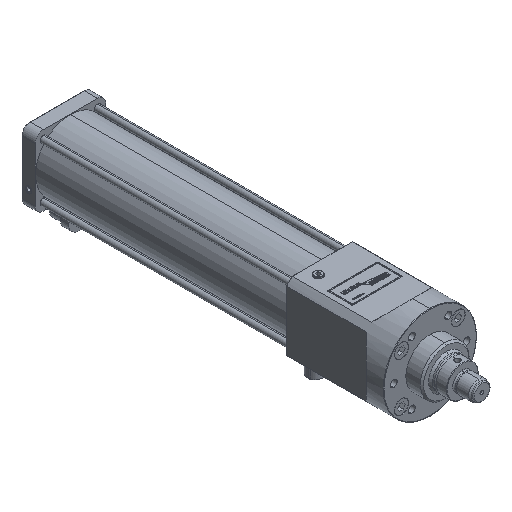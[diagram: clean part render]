
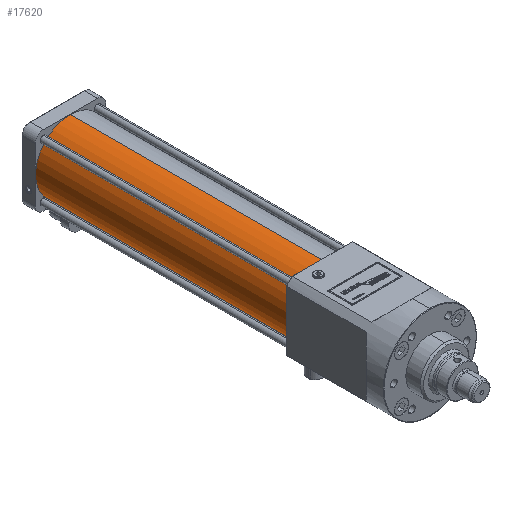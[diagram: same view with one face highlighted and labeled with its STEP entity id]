
A CAD part, isometric view. The second image highlights one B-rep face of the part: STEP entity #17620.
In plain terms, the highlighted cylindrical face has radius 43 mm (diameter 86 mm), a partial arc.
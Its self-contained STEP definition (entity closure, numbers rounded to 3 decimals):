
#711 = VERTEX_POINT ( 'NONE', #30937 ) ;
#1527 = DIRECTION ( 'NONE',  ( 0., -1., 0. ) ) ;
#2438 = CIRCLE ( 'NONE', #27200, 43. ) ;
#2620 = EDGE_LOOP ( 'NONE', ( #7941, #28659, #23332, #9144, #5579 ) ) ;
#3021 = DIRECTION ( 'NONE',  ( 0., 0., -1. ) ) ;
#3539 = CARTESIAN_POINT ( 'NONE',  ( 0., 444., 0. ) ) ;
#4037 = CYLINDRICAL_SURFACE ( 'NONE', #27765, 43. ) ;
#4923 = AXIS2_PLACEMENT_3D ( 'NONE', #3539, #24921, #6602 ) ;
#4964 = FACE_OUTER_BOUND ( 'NONE', #2620, .T. ) ;
#5163 = EDGE_CURVE ( 'NONE', #711, #33320, #31676, .T. ) ;
#5579 = ORIENTED_EDGE ( 'NONE', *, *, #38400, .T. ) ;
#6602 = DIRECTION ( 'NONE',  ( 0., 0., 1. ) ) ;
#7303 = VERTEX_POINT ( 'NONE', #36255 ) ;
#7941 = ORIENTED_EDGE ( 'NONE', *, *, #5163, .F. ) ;
#9144 = ORIENTED_EDGE ( 'NONE', *, *, #23996, .T. ) ;
#9545 = EDGE_CURVE ( 'NONE', #14957, #21771, #13423, .T. ) ;
#9715 = CARTESIAN_POINT ( 'NONE',  ( 0., 444., -43. ) ) ;
#11967 = CARTESIAN_POINT ( 'NONE',  ( 0., 444., 0. ) ) ;
#12236 = DIRECTION ( 'NONE',  ( 0., 1., 0. ) ) ;
#12559 = CARTESIAN_POINT ( 'NONE',  ( 0., 134., -43. ) ) ;
#13423 = LINE ( 'NONE', #17975, #27732 ) ;
#13714 = CARTESIAN_POINT ( 'NONE',  ( 0., 444., 43. ) ) ;
#14957 = VERTEX_POINT ( 'NONE', #9715 ) ;
#15038 = DIRECTION ( 'NONE',  ( 0., 1., 0. ) ) ;
#16188 = EDGE_CURVE ( 'NONE', #14957, #711, #30319, .T. ) ;
#17620 = ADVANCED_FACE ( 'NONE', ( #4964 ), #4037, .T. ) ;
#17728 = CARTESIAN_POINT ( 'NONE',  ( 0., 134., 43. ) ) ;
#17943 = CIRCLE ( 'NONE', #30043, 43. ) ;
#17975 = CARTESIAN_POINT ( 'NONE',  ( 0., 444., -43. ) ) ;
#21046 = DIRECTION ( 'NONE',  ( 0., -1., 0. ) ) ;
#21771 = VERTEX_POINT ( 'NONE', #12559 ) ;
#23332 = ORIENTED_EDGE ( 'NONE', *, *, #9545, .T. ) ;
#23996 = EDGE_CURVE ( 'NONE', #21771, #7303, #2438, .T. ) ;
#24921 = DIRECTION ( 'NONE',  ( 0., 1., 0. ) ) ;
#27200 = AXIS2_PLACEMENT_3D ( 'NONE', #30469, #12236, #33478 ) ;
#27732 = VECTOR ( 'NONE', #21046, 1000. ) ;
#27765 = AXIS2_PLACEMENT_3D ( 'NONE', #11967, #39134, #3021 ) ;
#28659 = ORIENTED_EDGE ( 'NONE', *, *, #16188, .F. ) ;
#30043 = AXIS2_PLACEMENT_3D ( 'NONE', #33196, #15038, #36212 ) ;
#30319 = CIRCLE ( 'NONE', #4923, 43. ) ;
#30469 = CARTESIAN_POINT ( 'NONE',  ( 0., 134., 0. ) ) ;
#30937 = CARTESIAN_POINT ( 'NONE',  ( 0., 444., 43. ) ) ;
#31676 = LINE ( 'NONE', #13714, #38724 ) ;
#33196 = CARTESIAN_POINT ( 'NONE',  ( 0., 134., 0. ) ) ;
#33320 = VERTEX_POINT ( 'NONE', #17728 ) ;
#33478 = DIRECTION ( 'NONE',  ( 0., 0., -1. ) ) ;
#36212 = DIRECTION ( 'NONE',  ( 0., 0., -1. ) ) ;
#36255 = CARTESIAN_POINT ( 'NONE',  ( -43., 134., 0. ) ) ;
#38400 = EDGE_CURVE ( 'NONE', #7303, #33320, #17943, .T. ) ;
#38724 = VECTOR ( 'NONE', #1527, 1000. ) ;
#39134 = DIRECTION ( 'NONE',  ( 0., -1., 0. ) ) ;
